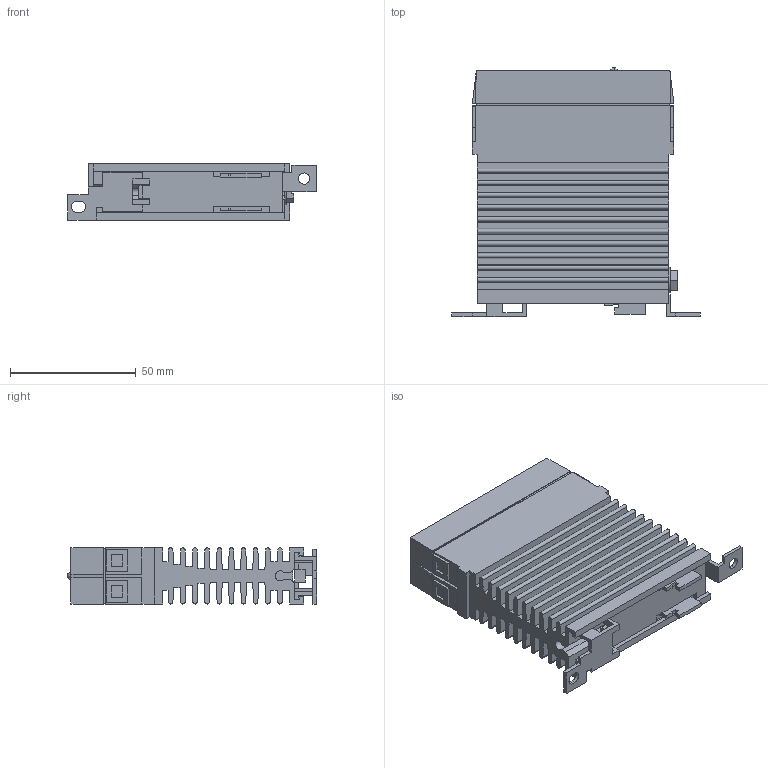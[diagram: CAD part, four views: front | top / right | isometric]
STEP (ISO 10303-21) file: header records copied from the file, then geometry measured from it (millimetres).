
FILE_DESCRIPTION((''),'2;1');
FILE_NAME('SSM1A120M7-3D','2020-09-29T09:50:41',('SESA572743'),('Schneider-Electric'),'CREO PARAMETRIC BY PTC INC, 2019164','CREO PARAMETRIC BY PTC INC, 2019164','');
FILE_SCHEMA(('CONFIG_CONTROL_DESIGN'));
Length unit declared in the file: millimetre
Products named in the file (1): SSM1A120M7-3D
Bounding box: 98.81 x 99.04 x 22.42 mm (x, y, z)
Volume: 118971.6 mm3; surface area: 50287.7 mm2
Topology: 1 solids, 1 shells, 307 faces, 865 edges, 571 vertices
Faces by surface type: plane 266, cylinder 39, bspline 2
Entity records: 9875 total; most frequent: CARTESIAN_POINT 1797, ORIENTED_EDGE 1730, DIRECTION 1559, EDGE_CURVE 865, VECTOR 781, LINE 781, VERTEX_POINT 571, AXIS2_PLACEMENT_3D 389
